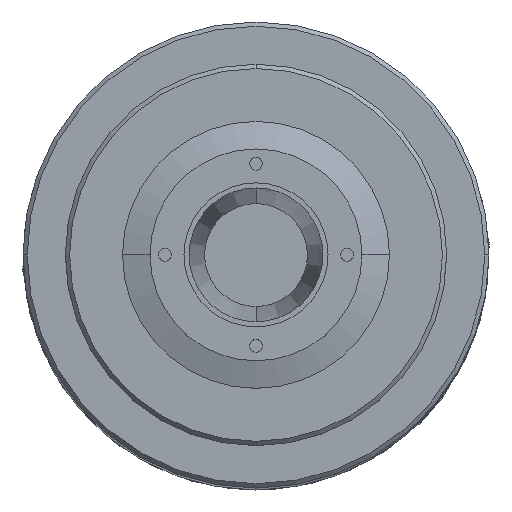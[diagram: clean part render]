
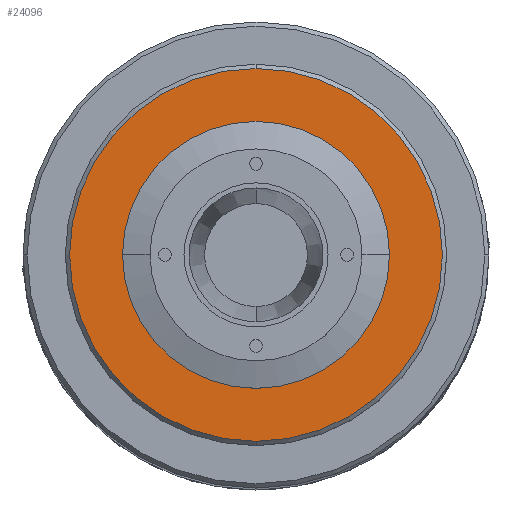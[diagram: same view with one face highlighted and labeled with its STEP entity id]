
A CAD part, top view. The second image highlights one B-rep face of the part: STEP entity #24096.
In plain terms, the highlighted face is planar.
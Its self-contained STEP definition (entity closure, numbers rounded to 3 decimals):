
#1839 = CARTESIAN_POINT ( 'NONE',  ( 6., 0., 0. ) ) ;
#4159 = AXIS2_PLACEMENT_3D ( 'NONE', #1839, #30662, #14944 ) ;
#10389 = CARTESIAN_POINT ( 'NONE',  ( 6., 26.6, 0. ) ) ;
#10458 = ORIENTED_EDGE ( 'NONE', *, *, #33935, .F. ) ;
#11257 = AXIS2_PLACEMENT_3D ( 'NONE', #10389, #33090, #29439 ) ;
#11777 = CARTESIAN_POINT ( 'NONE',  ( 6., 0., 0. ) ) ;
#12119 = CARTESIAN_POINT ( 'NONE',  ( 6., 0., 26.6 ) ) ;
#13479 = DIRECTION ( 'NONE',  ( 0., 1., 0. ) ) ;
#14944 = DIRECTION ( 'NONE',  ( 0., 0., 1. ) ) ;
#15202 = CIRCLE ( 'NONE', #18495, 26.6 ) ;
#16691 = DIRECTION ( 'NONE',  ( 1., 0., 0. ) ) ;
#17417 = FACE_OUTER_BOUND ( 'NONE', #35179, .T. ) ;
#18207 = DIRECTION ( 'NONE',  ( 0., 0., 1. ) ) ;
#18495 = AXIS2_PLACEMENT_3D ( 'NONE', #11777, #21574, #18207 ) ;
#19218 = EDGE_CURVE ( 'NONE', #32481, #24545, #32678, .T. ) ;
#20615 = VERTEX_POINT ( 'NONE', #27039 ) ;
#21574 = DIRECTION ( 'NONE',  ( -1., 0., 0. ) ) ;
#23846 = EDGE_CURVE ( 'NONE', #33962, #20615, #24941, .T. ) ;
#24096 = ADVANCED_FACE ( 'NONE', ( #37970, #17417 ), #32945, .F. ) ;
#24206 = EDGE_CURVE ( 'NONE', #20615, #33962, #38494, .T. ) ;
#24545 = VERTEX_POINT ( 'NONE', #35159 ) ;
#24704 = ORIENTED_EDGE ( 'NONE', *, *, #23846, .F. ) ;
#24941 = CIRCLE ( 'NONE', #28665, 44. ) ;
#26725 = ORIENTED_EDGE ( 'NONE', *, *, #19218, .F. ) ;
#27039 = CARTESIAN_POINT ( 'NONE',  ( 6., -44., 0. ) ) ;
#28071 = DIRECTION ( 'NONE',  ( 1., 0., 0. ) ) ;
#28665 = AXIS2_PLACEMENT_3D ( 'NONE', #31419, #28071, #31565 ) ;
#29439 = DIRECTION ( 'NONE',  ( 0., 0., -1. ) ) ;
#30662 = DIRECTION ( 'NONE',  ( -1., 0., 0. ) ) ;
#31419 = CARTESIAN_POINT ( 'NONE',  ( 6., 0., 0. ) ) ;
#31565 = DIRECTION ( 'NONE',  ( 0., 1., 0. ) ) ;
#32481 = VERTEX_POINT ( 'NONE', #12119 ) ;
#32678 = CIRCLE ( 'NONE', #4159, 26.6 ) ;
#32681 = CARTESIAN_POINT ( 'NONE',  ( 6., 0., 0. ) ) ;
#32945 = PLANE ( 'NONE',  #11257 ) ;
#33090 = DIRECTION ( 'NONE',  ( 1., 0., 0. ) ) ;
#33935 = EDGE_CURVE ( 'NONE', #24545, #32481, #15202, .T. ) ;
#33962 = VERTEX_POINT ( 'NONE', #34187 ) ;
#34187 = CARTESIAN_POINT ( 'NONE',  ( 6., 44., 0. ) ) ;
#34245 = EDGE_LOOP ( 'NONE', ( #26725, #10458 ) ) ;
#34879 = AXIS2_PLACEMENT_3D ( 'NONE', #32681, #16691, #13479 ) ;
#35159 = CARTESIAN_POINT ( 'NONE',  ( 6., 0., -26.6 ) ) ;
#35179 = EDGE_LOOP ( 'NONE', ( #24704, #41339 ) ) ;
#37970 = FACE_BOUND ( 'NONE', #34245, .T. ) ;
#38494 = CIRCLE ( 'NONE', #34879, 44. ) ;
#41339 = ORIENTED_EDGE ( 'NONE', *, *, #24206, .F. ) ;
